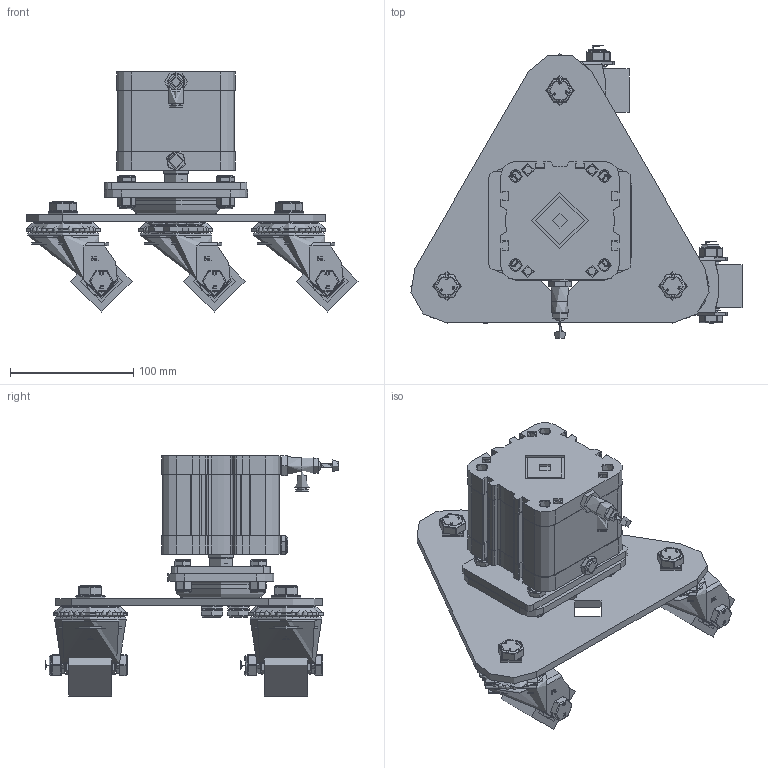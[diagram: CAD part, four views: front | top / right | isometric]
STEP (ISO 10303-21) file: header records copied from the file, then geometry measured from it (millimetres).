
FILE_DESCRIPTION(/* description */ ('','CAx-IF Rec.Pracs.---Representation and Presentation of Product Manufacturing Information (PMI)---4.0---2014-10-13'),/* implementation_level */ '2;1');
FILE_NAME(/* name */ 'EZK50PTBJ.step',/* time_stamp */ '2024-12-19T11:34:54Z',/* author */ (''),/* organization */ (''),/* preprocessor_version */ 'ST-DEVELOPER v20',/* originating_system */ 'Autodesk Translation Framework v13.20.0.188',/* authorisation */ '');
FILE_SCHEMA (('AP242_MANAGED_MODEL_BASED_3D_ENGINEERING_MIM_LF { 1 0 10303 442 1 1 4 }'));
Products named in the file (158): EZK50PTBJ; BZSKLAS v1; SCENERY SKATE; TRIANGLE; TOP PLATE; WASHER; BOLT; BZLR50ASBH12 v1; ZINC PLATED PRESSED STEEL HEAD; ZINC PLATED PRESSED STEEL HEAD Geometry; balls; Component1; ZINC PLATED PRESSED STEEL FORKS; BZLR50ASBH12 v1 (1); ZINC PLATED PRESSED STEEL HEAD (1); ZINC PLATED PRESSED STEEL HEAD Geometry (1); balls (1); Component1 (1); ZINC PLATED PRESSED STEEL FORKS (1); BZLR50ASBH12 v1 (2); ZINC PLATED PRESSED STEEL HEAD (2); ZINC PLATED PRESSED STEEL HEAD Geometry (2); balls (2); Component1 (2); ZINC PLATED PRESSED STEEL FORKS (2); BZH50WPTBJM12 v1; POLYURETHANE TYRE; CAST IRON RIM; BEARING6001; Pattern; BEARING6001 (1); Pattern (1); Component4; OUTER; INNER; MIDDLE; RUBBER; BZH50WPTBJM12 v1 (1); POLYURETHANE TYRE (1); CAST IRON RIM (1) ...
Assembly tree (305 placements, depth 6):
  EZK50PTBJ
    BZSKLAS v1
      SCENERY SKATE
        TRIANGLE
        TOP PLATE
        WASHER  x3
        BOLT  x3
    BZLR50ASBH12 v1
      ZINC PLATED PRESSED STEEL HEAD
        ZINC PLATED PRESSED STEEL HEAD Geometry
        balls
          Component1  x28
      ZINC PLATED PRESSED STEEL FORKS
    BZLR50ASBH12 v1 (1)
      ZINC PLATED PRESSED STEEL HEAD (1)
        ZINC PLATED PRESSED STEEL HEAD Geometry (1)
        balls (1)
          Component1 (1)  x28
      ZINC PLATED PRESSED STEEL FORKS (1)
    BZLR50ASBH12 v1 (2)
      ZINC PLATED PRESSED STEEL HEAD (2)
        ZINC PLATED PRESSED STEEL HEAD Geometry (2)
        balls (2)
          Component1 (2)  x28
      ZINC PLATED PRESSED STEEL FORKS (2)
    BZH50WPTBJM12 v1
      POLYURETHANE TYRE
      CAST IRON RIM
      BEARING6001
        OUTER
        INNER
        Pattern
          Component4  x8
        MIDDLE
        RUBBER  x2
      BEARING6001 (1)
        Pattern (1)
          Component4  x8
        OUTER
        INNER
        MIDDLE
        RUBBER  x2
    BZH50WPTBJM12 v1 (1)
      POLYURETHANE TYRE (1)
      CAST IRON RIM (1)
      BEARING6001 (2)
        OUTER (1)
        INNER (1)
        Pattern (2)
          Component4 (1)  x8
        MIDDLE (1)
        RUBBER (1)  x2
      BEARING6001 (1) (1)
        OUTER (1)
        INNER (1)
        Pattern (1) (1)
          Component4 (1)  x8
        MIDDLE (1)
        RUBBER (1)  x2
    BZH50WPTBJM12 v1 (2)
Bounding box: 269 x 237.66 x 194.5 mm (x, y, z)
Volume: 1322042.5 mm3; surface area: 490235.2 mm2
Topology: 243 solids, 243 shells, 4543 faces, 10986 edges, 6812 vertices
Faces by surface type: plane 1528, cylinder 1509, sphere 739, bspline 507, torus 150, cone 110
Full cylindrical faces by diameter (mm): 0.796 x6, 3 x22, 4 x1, 6 x1, 6.446 x20, 7 x1, 7.866 x40, 8 x62, 8.141 x57, 8.5 x2, 8.6 x8, 9.5 x8, 9.836 x57, 9.85 x60, 10 x43, 10.2 x6, 10.5 x22, 11 x6, 11.5 x1, 11.8 x6, 11.834 x57, 12 x26, 12.1 x4, 12.2 x3, 12.5 x3, 13 x8, 13.5 x1, 13.8 x1, 14 x6, 14.5 x1
Entity records: 188850 total; most frequent: CARTESIAN_POINT 101688, ORIENTED_EDGE 17636, DIRECTION 16575, EDGE_CURVE 8818, AXIS2_PLACEMENT_3D 6277, VERTEX_POINT 5518, EDGE_LOOP 4074, LINE 4021
